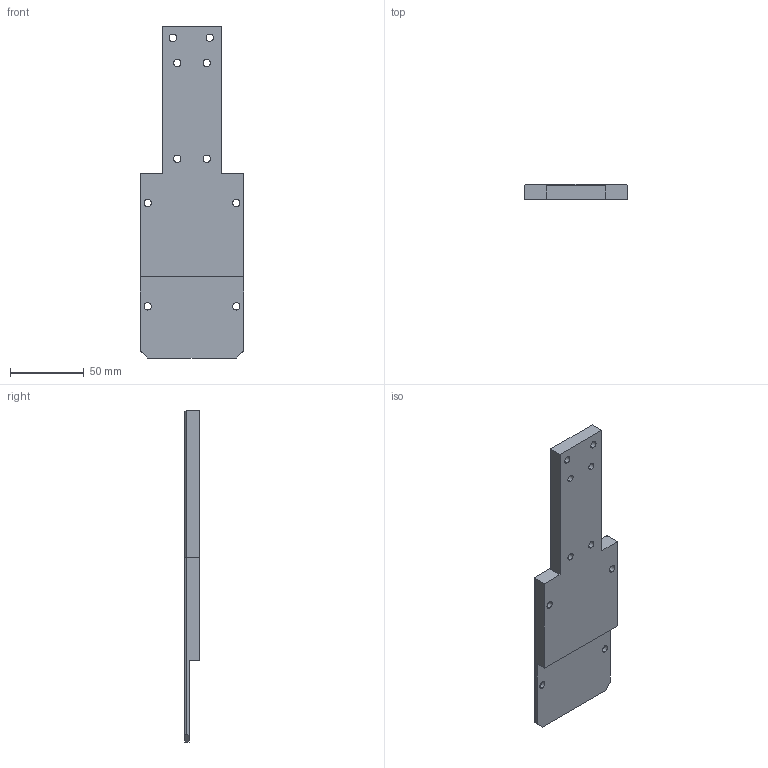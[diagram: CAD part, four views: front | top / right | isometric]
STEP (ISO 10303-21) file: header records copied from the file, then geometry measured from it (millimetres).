
FILE_DESCRIPTION (( 'STEP AP203' ), '1' );
FILE_NAME ('CompIntake Station Plate_Default_sldprt.STEP', '2023-10-19T05:34:10', ( '' ), ( '' ), 'SwSTEP 2.0', 'SolidWorks 2023', '' );
FILE_SCHEMA (( 'CONFIG_CONTROL_DESIGN' ));
Length unit declared in the file: millimetre
Products named in the file (1): CompIntake Station Plate_Default_sldprt
Bounding box: 70 x 10 x 225 mm (x, y, z)
Volume: 98002.8 mm3; surface area: 31464.8 mm2
Topology: 1 solids, 1 shells, 51 faces, 133 edges, 88 vertices
Faces by surface type: cylinder 30, plane 21
Entity records: 1706 total; most frequent: DIRECTION 293, CARTESIAN_POINT 279, ORIENTED_EDGE 266, EDGE_CURVE 133, AXIS2_PLACEMENT_3D 110, VERTEX_POINT 88, EDGE_LOOP 75, LINE 73
